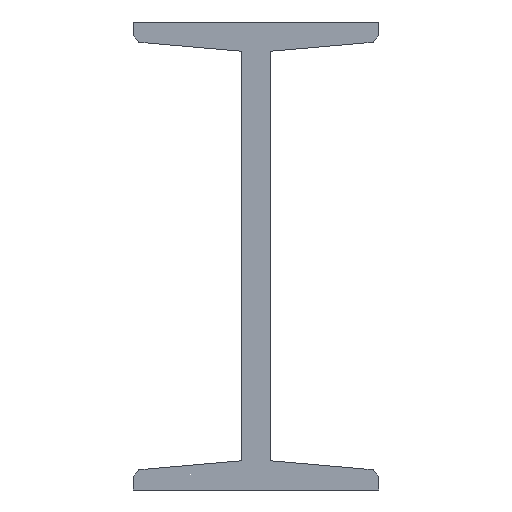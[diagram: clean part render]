
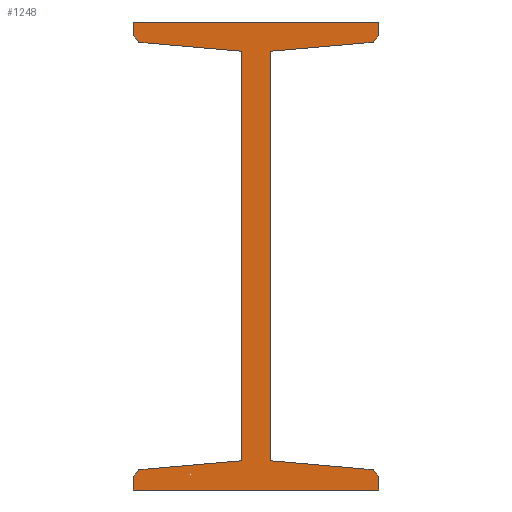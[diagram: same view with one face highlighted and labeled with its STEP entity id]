
A CAD part, front view. The second image highlights one B-rep face of the part: STEP entity #1248.
In plain terms, the highlighted planar face has unit normal (0, -1, 0).
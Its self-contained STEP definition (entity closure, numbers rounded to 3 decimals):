
#1=DIRECTION('',(0.,0.,1.));
#2=VECTOR('',#1,2.381);
#3=CARTESIAN_POINT('',(-21.,0.,-40.));
#4=LINE('',#3,#2);
#5=DIRECTION('',(0.996,0.,0.087));
#6=VECTOR('',#5,17.571);
#7=CARTESIAN_POINT('',(-20.004,0.,-36.531));
#8=LINE('',#7,#6);
#9=DIRECTION('',(0.,0.,1.));
#10=VECTOR('',#9,70.);
#11=CARTESIAN_POINT('',(-2.5,0.,-35.));
#12=LINE('',#11,#10);
#13=DIRECTION('',(-0.996,0.,0.087));
#14=VECTOR('',#13,17.571);
#15=CARTESIAN_POINT('',(-2.5,0.,35.));
#16=LINE('',#15,#14);
#17=DIRECTION('',(0.,0.,1.));
#18=VECTOR('',#17,2.381);
#19=CARTESIAN_POINT('',(-21.,0.,37.619));
#20=LINE('',#19,#18);
#21=DIRECTION('',(1.,0.,0.));
#22=VECTOR('',#21,42.);
#23=CARTESIAN_POINT('',(-21.,0.,40.));
#24=LINE('',#23,#22);
#25=DIRECTION('',(0.,0.,-1.));
#26=VECTOR('',#25,2.381);
#27=CARTESIAN_POINT('',(21.,0.,40.));
#28=LINE('',#27,#26);
#29=DIRECTION('',(-0.996,0.,-0.087));
#30=VECTOR('',#29,17.571);
#31=CARTESIAN_POINT('',(20.004,0.,36.531));
#32=LINE('',#31,#30);
#33=DIRECTION('',(0.,0.,-1.));
#34=VECTOR('',#33,70.);
#35=CARTESIAN_POINT('',(2.5,0.,35.));
#36=LINE('',#35,#34);
#37=DIRECTION('',(0.996,0.,-0.087));
#38=VECTOR('',#37,17.571);
#39=CARTESIAN_POINT('',(2.5,0.,-35.));
#40=LINE('',#39,#38);
#41=DIRECTION('',(0.,0.,-1.));
#42=VECTOR('',#41,2.381);
#43=CARTESIAN_POINT('',(21.,0.,-37.619));
#44=LINE('',#43,#42);
#45=DIRECTION('',(-1.,0.,0.));
#46=VECTOR('',#45,42.);
#47=CARTESIAN_POINT('',(21.,0.,-40.));
#48=LINE('',#47,#46);
#61=DIRECTION('',(-0.676,0.,0.737));
#62=VECTOR('',#61,1.475);
#63=CARTESIAN_POINT('',(21.,0.,-37.619));
#64=LINE('',#63,#62);
#337=DIRECTION('',(0.676,0.,0.737));
#338=VECTOR('',#337,1.475);
#339=CARTESIAN_POINT('',(20.004,0.,36.531));
#340=LINE('',#339,#338);
#361=DIRECTION('',(0.676,0.,-0.737));
#362=VECTOR('',#361,1.475);
#363=CARTESIAN_POINT('',(-21.,0.,37.619));
#364=LINE('',#363,#362);
#637=DIRECTION('',(-0.676,0.,-0.737));
#638=VECTOR('',#637,1.475);
#639=CARTESIAN_POINT('',(-20.004,0.,-36.531));
#640=LINE('',#639,#638);
#921=CARTESIAN_POINT('',(-21.,0.,40.));
#922=CARTESIAN_POINT('',(21.,0.,40.));
#923=VERTEX_POINT('',#921);
#924=VERTEX_POINT('',#922);
#925=CARTESIAN_POINT('',(21.,0.,-40.));
#926=CARTESIAN_POINT('',(-21.,0.,-40.));
#927=VERTEX_POINT('',#925);
#928=VERTEX_POINT('',#926);
#937=CARTESIAN_POINT('',(2.5,0.,-35.));
#939=VERTEX_POINT('',#937);
#941=CARTESIAN_POINT('',(-2.5,0.,-35.));
#943=VERTEX_POINT('',#941);
#945=CARTESIAN_POINT('',(2.5,0.,35.));
#947=VERTEX_POINT('',#945);
#949=CARTESIAN_POINT('',(-2.5,0.,35.));
#951=VERTEX_POINT('',#949);
#953=CARTESIAN_POINT('',(20.004,0.,36.531));
#955=VERTEX_POINT('',#953);
#957=CARTESIAN_POINT('',(21.,0.,37.619));
#959=VERTEX_POINT('',#957);
#961=CARTESIAN_POINT('',(-21.,0.,37.619));
#963=VERTEX_POINT('',#961);
#965=CARTESIAN_POINT('',(-20.004,0.,36.531));
#967=VERTEX_POINT('',#965);
#969=CARTESIAN_POINT('',(21.,0.,-37.619));
#971=VERTEX_POINT('',#969);
#973=CARTESIAN_POINT('',(20.004,0.,-36.531));
#975=VERTEX_POINT('',#973);
#977=CARTESIAN_POINT('',(-20.004,0.,-36.531));
#979=VERTEX_POINT('',#977);
#981=CARTESIAN_POINT('',(-21.,0.,-37.619));
#983=VERTEX_POINT('',#981);
#1209=CARTESIAN_POINT('',(0.,0.,0.));
#1210=DIRECTION('',(0.,1.,0.));
#1211=DIRECTION('',(1.,0.,0.));
#1212=AXIS2_PLACEMENT_3D('',#1209,#1210,#1211);
#1213=PLANE('',#1212);
#1215=ORIENTED_EDGE('',*,*,#1214,.T.);
#1217=ORIENTED_EDGE('',*,*,#1216,.F.);
#1219=ORIENTED_EDGE('',*,*,#1218,.T.);
#1221=ORIENTED_EDGE('',*,*,#1220,.T.);
#1223=ORIENTED_EDGE('',*,*,#1222,.T.);
#1225=ORIENTED_EDGE('',*,*,#1224,.F.);
#1227=ORIENTED_EDGE('',*,*,#1226,.T.);
#1229=ORIENTED_EDGE('',*,*,#1228,.T.);
#1231=ORIENTED_EDGE('',*,*,#1230,.T.);
#1233=ORIENTED_EDGE('',*,*,#1232,.F.);
#1235=ORIENTED_EDGE('',*,*,#1234,.T.);
#1237=ORIENTED_EDGE('',*,*,#1236,.T.);
#1239=ORIENTED_EDGE('',*,*,#1238,.T.);
#1241=ORIENTED_EDGE('',*,*,#1240,.F.);
#1243=ORIENTED_EDGE('',*,*,#1242,.T.);
#1245=ORIENTED_EDGE('',*,*,#1244,.T.);
#1246=EDGE_LOOP('',(#1215,#1217,#1219,#1221,#1223,#1225,#1227,#1229,#1231,#1233,
#1235,#1237,#1239,#1241,#1243,#1245));
#1247=FACE_OUTER_BOUND('',#1246,.F.);
#1248=ADVANCED_FACE('',(#1247),#1213,.F.);
#1214=EDGE_CURVE('',#928,#983,#4,.T.);
#1216=EDGE_CURVE('',#979,#983,#640,.T.);
#1218=EDGE_CURVE('',#979,#943,#8,.T.);
#1220=EDGE_CURVE('',#943,#951,#12,.T.);
#1222=EDGE_CURVE('',#951,#967,#16,.T.);
#1224=EDGE_CURVE('',#963,#967,#364,.T.);
#1226=EDGE_CURVE('',#963,#923,#20,.T.);
#1228=EDGE_CURVE('',#923,#924,#24,.T.);
#1230=EDGE_CURVE('',#924,#959,#28,.T.);
#1232=EDGE_CURVE('',#955,#959,#340,.T.);
#1234=EDGE_CURVE('',#955,#947,#32,.T.);
#1236=EDGE_CURVE('',#947,#939,#36,.T.);
#1238=EDGE_CURVE('',#939,#975,#40,.T.);
#1240=EDGE_CURVE('',#971,#975,#64,.T.);
#1242=EDGE_CURVE('',#971,#927,#44,.T.);
#1244=EDGE_CURVE('',#927,#928,#48,.T.);
